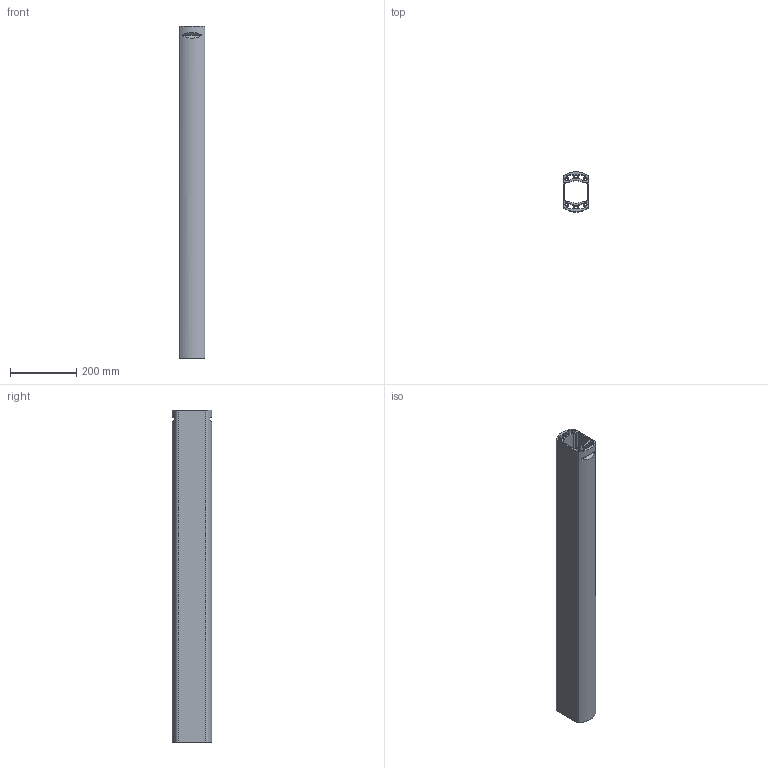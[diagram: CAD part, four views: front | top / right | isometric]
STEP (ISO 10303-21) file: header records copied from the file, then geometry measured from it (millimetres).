
FILE_DESCRIPTION (( 'STEP AP214' ), '1' );
FILE_NAME ('496221980.STEP', '2024-02-05T15:37:41', ( '' ), ( '' ), 'SwSTEP 2.0', 'SolidWorks 2020', '' );
FILE_SCHEMA (( 'AUTOMOTIVE_DESIGN' ));
Length unit declared in the file: millimetre
Products named in the file (2): 496221980; 11181_10_L刵ge 1000 f乺 Kupplung
Assembly tree (1 placements, depth 2):
  496221980
    11181_10_L刵ge 1000 f乺 Kupplung
Bounding box: 78 x 120 x 1000 mm (x, y, z)
Volume: 2877800.8 mm3; surface area: 1023766.5 mm2
Topology: 1 solids, 1 shells, 126 faces, 356 edges, 238 vertices
Faces by surface type: cylinder 86, plane 40
Full cylindrical faces by diameter (mm): 9.4 x2, 9.5 x4
Entity records: 4362 total; most frequent: DIRECTION 792, CARTESIAN_POINT 726, ORIENTED_EDGE 696, EDGE_CURVE 348, AXIS2_PLACEMENT_3D 318, VERTEX_POINT 236, CIRCLE 188, VECTOR 156
